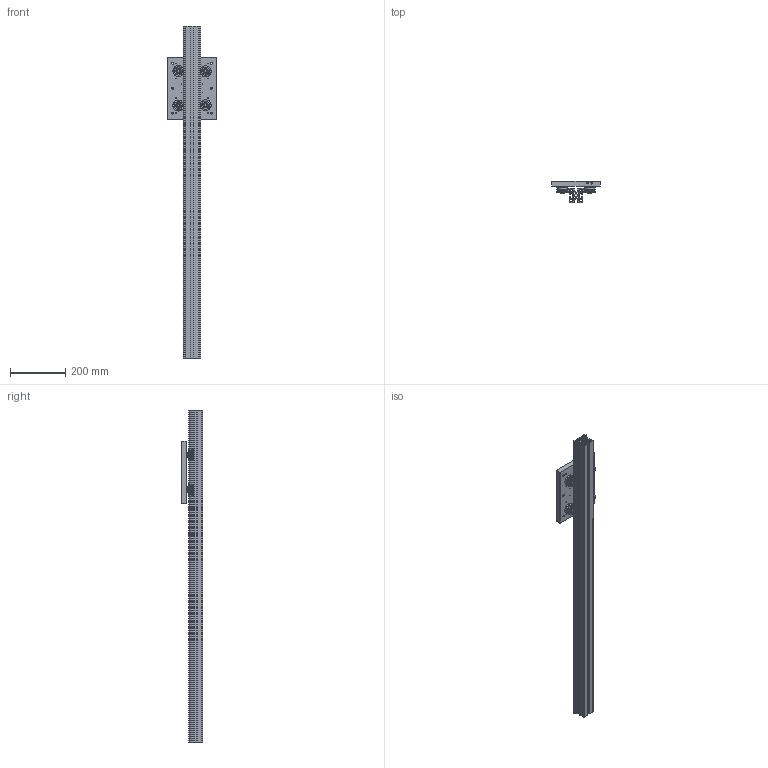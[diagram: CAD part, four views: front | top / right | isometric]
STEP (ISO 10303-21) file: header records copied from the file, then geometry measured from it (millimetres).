
FILE_DESCRIPTION (( 'STEP AP214' ), '1' );
FILE_NAME ('IVT_5AB4E67EDF.step', '2020-11-04T16:53:38', ( '' ), ( '' ), 'SwSTEP 2.0', 'SolidWorks 2019', '' );
FILE_SCHEMA (( 'AUTOMOTIVE_DESIGN' ));
Length unit declared in the file: inch
Products named in the file (5): 7oQTZPd3RT_CADModel_1; 7oQTZPd3RT_CADModel_0; IVT_5AB4E67EDF
Assembly tree (2 placements, depth 2):
  7oQTZPd3RT_CADModel_1
  7oQTZPd3RT_CADModel_0
  IVT_5AB4E67EDF
    7oQTZPd3RT_CADModel_1
    7oQTZPd3RT_CADModel_0
Bounding box: 175 x 76 x 1200 mm (x, y, z)
Volume: 2223114.6 mm3; surface area: 1024596 mm2
Topology: 24 solids, 24 shells, 834 faces, 2028 edges, 1262 vertices
Faces by surface type: cylinder 330, plane 268, cone 140, torus 96
Entity records: 35878 total; most frequent: DIRECTION 4612, CARTESIAN_POINT 4366, ORIENTED_EDGE 3984, EDGE_CURVE 1992, AXIS2_PLACEMENT_3D 1804, VERTEX_POINT 1262, VECTOR 1004, LINE 1004
